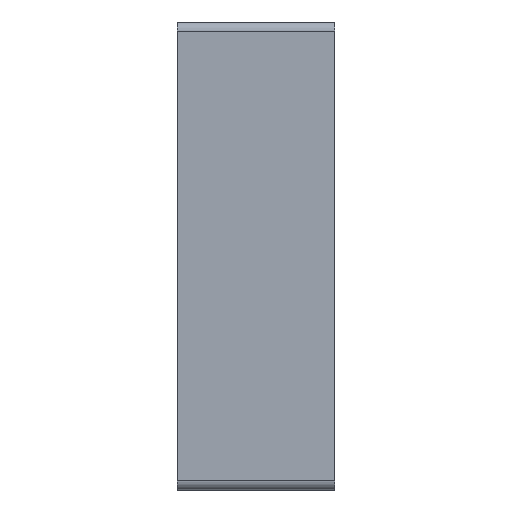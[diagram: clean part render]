
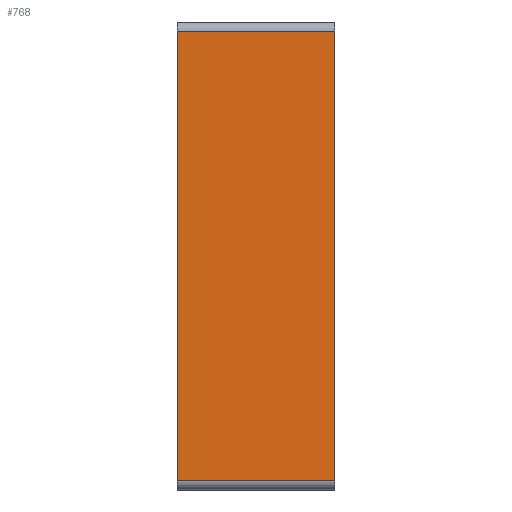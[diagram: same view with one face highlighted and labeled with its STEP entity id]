
A CAD part, left-side view. The second image highlights one B-rep face of the part: STEP entity #768.
In plain terms, the highlighted planar face has unit normal (-1, 0, 0).
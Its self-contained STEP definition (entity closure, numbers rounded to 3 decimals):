
#596=CARTESIAN_POINT('',(-266.,-3.0,143.));
#597=VERTEX_POINT('',#596);
#605=CARTESIAN_POINT('',(-266.,-3.0,-143.));
#606=VERTEX_POINT('',#605);
#607=CARTESIAN_POINT('',(-266.,-3.0,143.));
#608=DIRECTION('',(0.0,0.0,-1.0));
#609=VECTOR('',#608,286.);
#610=LINE('',#607,#609);
#611=EDGE_CURVE('',#597,#606,#610,.T.);
#726=CARTESIAN_POINT('',(-266.,97.0,143.));
#727=VERTEX_POINT('',#726);
#735=CARTESIAN_POINT('',(-266.,-3.0,143.));
#736=DIRECTION('',(0.0,1.0,0.0));
#737=VECTOR('',#736,100.0);
#738=LINE('',#735,#737);
#739=EDGE_CURVE('',#597,#727,#738,.T.);
#745=CARTESIAN_POINT('',(-266.,0.0,-143.));
#746=DIRECTION('',(-1.0,0.0,0.0));
#747=DIRECTION('',(0.0,0.0,1.0));
#748=AXIS2_PLACEMENT_3D('',#745,#746,#747);
#749=PLANE('',#748);
#750=ORIENTED_EDGE('',*,*,#739,.T.);
#751=CARTESIAN_POINT('',(-266.,97.0,-143.));
#752=VERTEX_POINT('',#751);
#753=CARTESIAN_POINT('',(-266.,97.0,-143.));
#754=DIRECTION('',(0.0,0.0,1.0));
#755=VECTOR('',#754,286.);
#756=LINE('',#753,#755);
#757=EDGE_CURVE('',#752,#727,#756,.T.);
#758=ORIENTED_EDGE('',*,*,#757,.F.);
#759=CARTESIAN_POINT('',(-266.,-3.0,-143.));
#760=DIRECTION('',(0.0,1.0,0.0));
#761=VECTOR('',#760,100.0);
#762=LINE('',#759,#761);
#763=EDGE_CURVE('',#606,#752,#762,.T.);
#764=ORIENTED_EDGE('',*,*,#763,.F.);
#765=ORIENTED_EDGE('',*,*,#611,.F.);
#766=EDGE_LOOP('',(#750,#758,#764,#765));
#767=FACE_OUTER_BOUND('',#766,.T.);
#768=ADVANCED_FACE('',(#767),#749,.T.);
